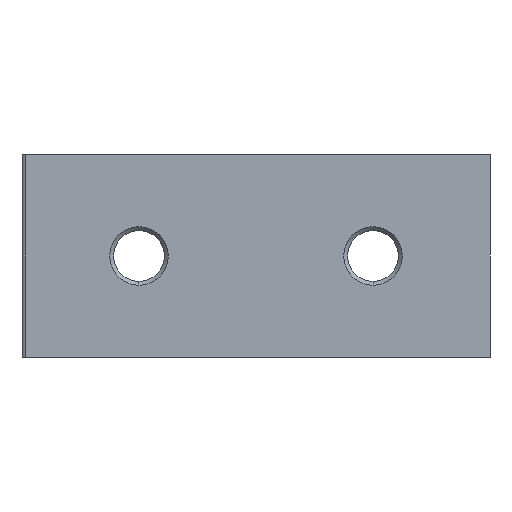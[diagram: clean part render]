
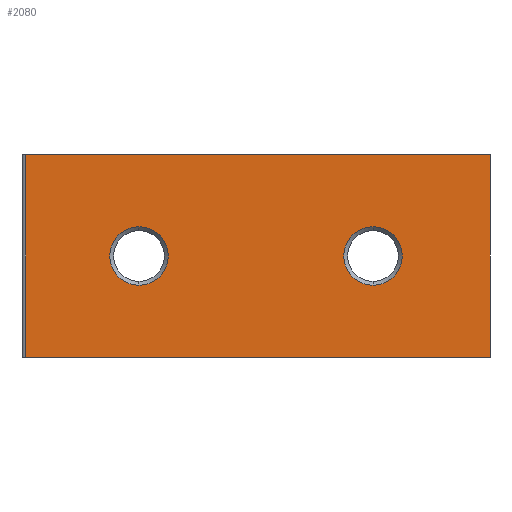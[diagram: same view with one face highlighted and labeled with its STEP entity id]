
A CAD part, front view. The second image highlights one B-rep face of the part: STEP entity #2080.
In plain terms, the highlighted planar face has unit normal (0, -1, 0).
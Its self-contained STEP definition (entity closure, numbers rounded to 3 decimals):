
#41 = EDGE_CURVE ( 'NONE', #1720, #545, #2066, .T. ) ;
#61 = CIRCLE ( 'NONE', #1909, 3.75 ) ;
#86 = ORIENTED_EDGE ( 'NONE', *, *, #41, .T. ) ;
#115 = AXIS2_PLACEMENT_3D ( 'NONE', #845, #1475, #1030 ) ;
#126 = DIRECTION ( 'NONE',  ( 1., 0., 0. ) ) ;
#244 = CARTESIAN_POINT ( 'NONE',  ( 60., 0., 0. ) ) ;
#247 = LINE ( 'NONE', #1667, #1598 ) ;
#249 = DIRECTION ( 'NONE',  ( 0., 1., 0. ) ) ;
#298 = DIRECTION ( 'NONE',  ( 1., 0., 0. ) ) ;
#311 = DIRECTION ( 'NONE',  ( 1., 0., 0. ) ) ;
#327 = VECTOR ( 'NONE', #298, 1000. ) ;
#339 = FACE_OUTER_BOUND ( 'NONE', #2015, .T. ) ;
#351 = CARTESIAN_POINT ( 'NONE',  ( 45., 0., -13. ) ) ;
#415 = DIRECTION ( 'NONE',  ( 0., 0., 1. ) ) ;
#435 = CARTESIAN_POINT ( 'NONE',  ( 15., 0., -13. ) ) ;
#474 = VECTOR ( 'NONE', #1397, 1000. ) ;
#502 = AXIS2_PLACEMENT_3D ( 'NONE', #791, #1571, #126 ) ;
#523 = DIRECTION ( 'NONE',  ( 0., 1., 0. ) ) ;
#524 = VERTEX_POINT ( 'NONE', #1086 ) ;
#545 = VERTEX_POINT ( 'NONE', #634 ) ;
#634 = CARTESIAN_POINT ( 'NONE',  ( 45., 0., -9.25 ) ) ;
#691 = VERTEX_POINT ( 'NONE', #862 ) ;
#701 = ORIENTED_EDGE ( 'NONE', *, *, #1753, .T. ) ;
#710 = CIRCLE ( 'NONE', #1704, 3.75 ) ;
#744 = CIRCLE ( 'NONE', #115, 3.75 ) ;
#757 = CARTESIAN_POINT ( 'NONE',  ( 45., 0., -13. ) ) ;
#786 = LINE ( 'NONE', #1879, #474 ) ;
#791 = CARTESIAN_POINT ( 'NONE',  ( 60., 0., -26. ) ) ;
#803 = CARTESIAN_POINT ( 'NONE',  ( 60., 0., -26. ) ) ;
#822 = EDGE_LOOP ( 'NONE', ( #86, #701 ) ) ;
#845 = CARTESIAN_POINT ( 'NONE',  ( 15., 0., -13. ) ) ;
#851 = ORIENTED_EDGE ( 'NONE', *, *, #1283, .F. ) ;
#855 = ORIENTED_EDGE ( 'NONE', *, *, #1886, .T. ) ;
#856 = EDGE_CURVE ( 'NONE', #691, #1141, #61, .T. ) ;
#862 = CARTESIAN_POINT ( 'NONE',  ( 15., 0., -9.25 ) ) ;
#925 = VERTEX_POINT ( 'NONE', #952 ) ;
#937 = EDGE_CURVE ( 'NONE', #925, #1154, #786, .T. ) ;
#952 = CARTESIAN_POINT ( 'NONE',  ( 0.5, 0., 0. ) ) ;
#982 = PLANE ( 'NONE',  #502 ) ;
#988 = CARTESIAN_POINT ( 'NONE',  ( 15., 0., -16.75 ) ) ;
#1030 = DIRECTION ( 'NONE',  ( 1., 0., 0. ) ) ;
#1086 = CARTESIAN_POINT ( 'NONE',  ( 60., 0., 0. ) ) ;
#1115 = ORIENTED_EDGE ( 'NONE', *, *, #1817, .T. ) ;
#1141 = VERTEX_POINT ( 'NONE', #988 ) ;
#1154 = VERTEX_POINT ( 'NONE', #1634 ) ;
#1195 = DIRECTION ( 'NONE',  ( 1., 0., 0. ) ) ;
#1214 = ORIENTED_EDGE ( 'NONE', *, *, #856, .T. ) ;
#1283 = EDGE_CURVE ( 'NONE', #925, #524, #1664, .T. ) ;
#1310 = CARTESIAN_POINT ( 'NONE',  ( 45., 0., -16.75 ) ) ;
#1377 = EDGE_LOOP ( 'NONE', ( #855, #1214 ) ) ;
#1383 = EDGE_CURVE ( 'NONE', #1982, #524, #247, .T. ) ;
#1390 = LINE ( 'NONE', #803, #327 ) ;
#1397 = DIRECTION ( 'NONE',  ( 0., 0., -1. ) ) ;
#1419 = CARTESIAN_POINT ( 'NONE',  ( 60., 0., -26. ) ) ;
#1450 = DIRECTION ( 'NONE',  ( 0., 1., 0. ) ) ;
#1475 = DIRECTION ( 'NONE',  ( 0., 1., 0. ) ) ;
#1510 = VECTOR ( 'NONE', #1195, 1000. ) ;
#1571 = DIRECTION ( 'NONE',  ( 0., -1., 0. ) ) ;
#1598 = VECTOR ( 'NONE', #415, 1000. ) ;
#1634 = CARTESIAN_POINT ( 'NONE',  ( 0.5, 0., -26. ) ) ;
#1664 = LINE ( 'NONE', #244, #1510 ) ;
#1667 = CARTESIAN_POINT ( 'NONE',  ( 60., 0., -26. ) ) ;
#1704 = AXIS2_PLACEMENT_3D ( 'NONE', #351, #523, #1754 ) ;
#1718 = DIRECTION ( 'NONE',  ( 1., 0., 0. ) ) ;
#1720 = VERTEX_POINT ( 'NONE', #1310 ) ;
#1744 = ORIENTED_EDGE ( 'NONE', *, *, #937, .T. ) ;
#1753 = EDGE_CURVE ( 'NONE', #545, #1720, #710, .T. ) ;
#1754 = DIRECTION ( 'NONE',  ( 1., 0., 0. ) ) ;
#1773 = FACE_BOUND ( 'NONE', #1377, .T. ) ;
#1805 = AXIS2_PLACEMENT_3D ( 'NONE', #757, #1450, #311 ) ;
#1817 = EDGE_CURVE ( 'NONE', #1154, #1982, #1390, .T. ) ;
#1879 = CARTESIAN_POINT ( 'NONE',  ( 0.5, 0., -26. ) ) ;
#1886 = EDGE_CURVE ( 'NONE', #1141, #691, #744, .T. ) ;
#1909 = AXIS2_PLACEMENT_3D ( 'NONE', #435, #249, #1718 ) ;
#1982 = VERTEX_POINT ( 'NONE', #1419 ) ;
#1992 = ORIENTED_EDGE ( 'NONE', *, *, #1383, .T. ) ;
#2015 = EDGE_LOOP ( 'NONE', ( #851, #1744, #1115, #1992 ) ) ;
#2045 = FACE_BOUND ( 'NONE', #822, .T. ) ;
#2066 = CIRCLE ( 'NONE', #1805, 3.75 ) ;
#2080 = ADVANCED_FACE ( 'NONE', ( #1773, #2045, #339 ), #982, .T. ) ;
